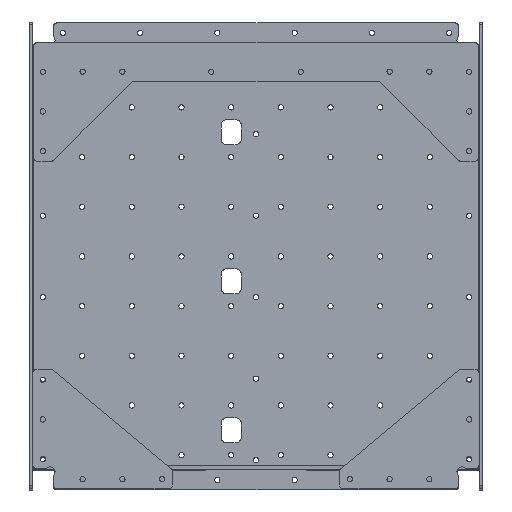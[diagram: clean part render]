
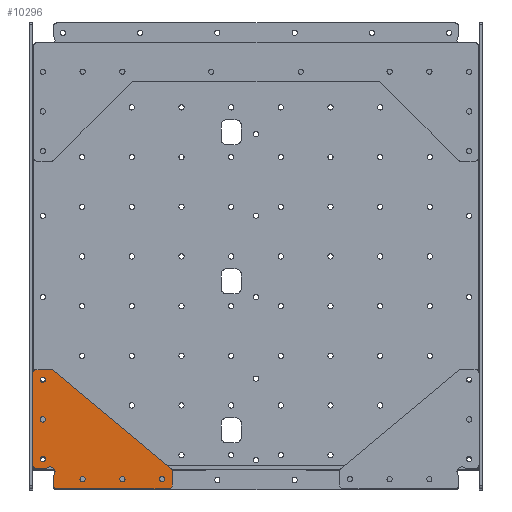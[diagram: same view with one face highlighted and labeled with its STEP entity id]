
A CAD part, top view. The second image highlights one B-rep face of the part: STEP entity #10296.
In plain terms, the highlighted planar face has unit normal (0, 0, 1).
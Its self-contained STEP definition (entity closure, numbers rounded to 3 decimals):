
#489=FACE_BOUND('',#2048,.T.);
#490=FACE_BOUND('',#2049,.T.);
#491=FACE_BOUND('',#2050,.T.);
#492=FACE_BOUND('',#2051,.T.);
#493=FACE_BOUND('',#2052,.T.);
#494=FACE_BOUND('',#2053,.T.);
#645=PLANE('',#11538);
#1133=FACE_OUTER_BOUND('',#2047,.T.);
#2047=EDGE_LOOP('',(#9450,#9451,#9452,#9453,#9454,#9455,#9456,#9457,#9458,
#9459,#9460,#9461,#9462,#9463,#9464,#9465));
#2048=EDGE_LOOP('',(#9466));
#2049=EDGE_LOOP('',(#9467));
#2050=EDGE_LOOP('',(#9468));
#2051=EDGE_LOOP('',(#9469));
#2052=EDGE_LOOP('',(#9470));
#2053=EDGE_LOOP('',(#9471));
#2776=LINE('',#17407,#3530);
#2785=LINE('',#17455,#3539);
#2788=LINE('',#17464,#3542);
#2793=LINE('',#17478,#3547);
#2798=LINE('',#17491,#3552);
#2806=LINE('',#17523,#3560);
#2807=LINE('',#17525,#3561);
#3530=VECTOR('',#14506,10.);
#3539=VECTOR('',#14551,10.);
#3542=VECTOR('',#14560,10.);
#3547=VECTOR('',#14575,10.);
#3552=VECTOR('',#14590,10.);
#3560=VECTOR('',#14632,10.);
#3561=VECTOR('',#14635,10.);
#4206=CIRCLE('',#11486,3.);
#4222=CIRCLE('',#11505,3.);
#4223=CIRCLE('',#11508,3.);
#4224=CIRCLE('',#11511,3.);
#4225=CIRCLE('',#11513,3.);
#4226=CIRCLE('',#11516,3.);
#4227=CIRCLE('',#11518,3.);
#4228=CIRCLE('',#11521,3.);
#4229=CIRCLE('',#11523,2.65);
#4230=CIRCLE('',#11525,2.65);
#4231=CIRCLE('',#11527,2.65);
#4232=CIRCLE('',#11529,2.65);
#4233=CIRCLE('',#11531,2.65);
#4234=CIRCLE('',#11533,2.65);
#4235=CIRCLE('',#11535,5.);
#5144=VERTEX_POINT('',#17394);
#5145=VERTEX_POINT('',#17395);
#5149=VERTEX_POINT('',#17405);
#5169=VERTEX_POINT('',#17449);
#5170=VERTEX_POINT('',#17453);
#5171=VERTEX_POINT('',#17457);
#5172=VERTEX_POINT('',#17458);
#5173=VERTEX_POINT('',#17463);
#5174=VERTEX_POINT('',#17467);
#5175=VERTEX_POINT('',#17471);
#5176=VERTEX_POINT('',#17472);
#5177=VERTEX_POINT('',#17477);
#5178=VERTEX_POINT('',#17481);
#5179=VERTEX_POINT('',#17485);
#5180=VERTEX_POINT('',#17489);
#5181=VERTEX_POINT('',#17493);
#5182=VERTEX_POINT('',#17497);
#5183=VERTEX_POINT('',#17501);
#5184=VERTEX_POINT('',#17505);
#5185=VERTEX_POINT('',#17509);
#5186=VERTEX_POINT('',#17513);
#5187=VERTEX_POINT('',#17517);
#6550=EDGE_CURVE('',#5144,#5145,#4206,.T.);
#6556=EDGE_CURVE('',#5144,#5149,#2776,.T.);
#6577=EDGE_CURVE('',#5169,#5149,#4222,.T.);
#6580=EDGE_CURVE('',#5169,#5170,#2785,.T.);
#6581=EDGE_CURVE('',#5171,#5172,#4223,.T.);
#6584=EDGE_CURVE('',#5173,#5172,#2788,.T.);
#6586=EDGE_CURVE('',#5173,#5174,#4224,.T.);
#6588=EDGE_CURVE('',#5175,#5176,#4225,.T.);
#6591=EDGE_CURVE('',#5177,#5176,#2793,.T.);
#6593=EDGE_CURVE('',#5177,#5178,#4226,.T.);
#6595=EDGE_CURVE('',#5179,#5170,#4227,.T.);
#6598=EDGE_CURVE('',#5179,#5180,#2798,.T.);
#6599=EDGE_CURVE('',#5181,#5180,#4228,.T.);
#6601=EDGE_CURVE('',#5182,#5182,#4229,.T.);
#6603=EDGE_CURVE('',#5183,#5183,#4230,.T.);
#6605=EDGE_CURVE('',#5184,#5184,#4231,.T.);
#6607=EDGE_CURVE('',#5185,#5185,#4232,.T.);
#6609=EDGE_CURVE('',#5186,#5186,#4233,.T.);
#6611=EDGE_CURVE('',#5187,#5187,#4234,.T.);
#6613=EDGE_CURVE('',#5175,#5174,#4235,.T.);
#6614=EDGE_CURVE('',#5181,#5178,#2806,.T.);
#6615=EDGE_CURVE('',#5171,#5145,#2807,.T.);
#9450=ORIENTED_EDGE('',*,*,#6550,.F.);
#9451=ORIENTED_EDGE('',*,*,#6556,.T.);
#9452=ORIENTED_EDGE('',*,*,#6577,.F.);
#9453=ORIENTED_EDGE('',*,*,#6580,.T.);
#9454=ORIENTED_EDGE('',*,*,#6595,.F.);
#9455=ORIENTED_EDGE('',*,*,#6598,.T.);
#9456=ORIENTED_EDGE('',*,*,#6599,.F.);
#9457=ORIENTED_EDGE('',*,*,#6614,.T.);
#9458=ORIENTED_EDGE('',*,*,#6593,.F.);
#9459=ORIENTED_EDGE('',*,*,#6591,.T.);
#9460=ORIENTED_EDGE('',*,*,#6588,.F.);
#9461=ORIENTED_EDGE('',*,*,#6613,.T.);
#9462=ORIENTED_EDGE('',*,*,#6586,.F.);
#9463=ORIENTED_EDGE('',*,*,#6584,.T.);
#9464=ORIENTED_EDGE('',*,*,#6581,.F.);
#9465=ORIENTED_EDGE('',*,*,#6615,.T.);
#9466=ORIENTED_EDGE('',*,*,#6611,.T.);
#9467=ORIENTED_EDGE('',*,*,#6609,.T.);
#9468=ORIENTED_EDGE('',*,*,#6607,.T.);
#9469=ORIENTED_EDGE('',*,*,#6605,.T.);
#9470=ORIENTED_EDGE('',*,*,#6603,.T.);
#9471=ORIENTED_EDGE('',*,*,#6601,.T.);
#10296=ADVANCED_FACE('',(#1133,#489,#490,#491,#492,#493,#494),#645,.T.);
#11486=AXIS2_PLACEMENT_3D('',#17396,#14496,#14497);
#11505=AXIS2_PLACEMENT_3D('',#17450,#14545,#14546);
#11508=AXIS2_PLACEMENT_3D('',#17459,#14554,#14555);
#11511=AXIS2_PLACEMENT_3D('',#17468,#14564,#14565);
#11513=AXIS2_PLACEMENT_3D('',#17473,#14569,#14570);
#11516=AXIS2_PLACEMENT_3D('',#17482,#14579,#14580);
#11518=AXIS2_PLACEMENT_3D('',#17486,#14584,#14585);
#11521=AXIS2_PLACEMENT_3D('',#17494,#14593,#14594);
#11523=AXIS2_PLACEMENT_3D('',#17498,#14598,#14599);
#11525=AXIS2_PLACEMENT_3D('',#17502,#14603,#14604);
#11527=AXIS2_PLACEMENT_3D('',#17506,#14608,#14609);
#11529=AXIS2_PLACEMENT_3D('',#17510,#14613,#14614);
#11531=AXIS2_PLACEMENT_3D('',#17514,#14618,#14619);
#11533=AXIS2_PLACEMENT_3D('',#17518,#14623,#14624);
#11535=AXIS2_PLACEMENT_3D('',#17521,#14628,#14629);
#11538=AXIS2_PLACEMENT_3D('',#17526,#14636,#14637);
#14496=DIRECTION('center_axis',(0.,0.,
-1.));
#14497=DIRECTION('ref_axis',(0.707,-0.707,0.));
#14506=DIRECTION('',(0.,1.,0.));
#14545=DIRECTION('center_axis',(0.,0.,
-1.));
#14546=DIRECTION('ref_axis',(0.906,0.424,0.));
#14551=DIRECTION('',(-0.768,0.64,0.));
#14554=DIRECTION('center_axis',(0.,0.,
-1.));
#14555=DIRECTION('ref_axis',(-0.707,-0.707,0.));
#14560=DIRECTION('',(0.,-1.,0.));
#14564=DIRECTION('center_axis',(0.,0.,
-1.));
#14565=DIRECTION('ref_axis',(-0.953,0.303,0.));
#14569=DIRECTION('center_axis',(0.,0.,
-1.));
#14570=DIRECTION('ref_axis',(0.303,-0.953,0.));
#14575=DIRECTION('',(1.,0.,0.));
#14579=DIRECTION('center_axis',(0.,0.,
-1.));
#14580=DIRECTION('ref_axis',(-0.707,-0.707,0.));
#14584=DIRECTION('center_axis',(0.,0.,
-1.));
#14585=DIRECTION('ref_axis',(0.34,0.94,0.));
#14590=DIRECTION('',(-1.,0.,0.));
#14593=DIRECTION('center_axis',(0.,0.,
-1.));
#14594=DIRECTION('ref_axis',(-0.707,0.707,0.));
#14598=DIRECTION('center_axis',(0.,0.,
-1.));
#14599=DIRECTION('ref_axis',(1.,0.,0.));
#14603=DIRECTION('center_axis',(0.,0.,
-1.));
#14604=DIRECTION('ref_axis',(1.,0.,0.));
#14608=DIRECTION('center_axis',(0.,0.,
-1.));
#14609=DIRECTION('ref_axis',(1.,0.,0.));
#14613=DIRECTION('center_axis',(0.,0.,
-1.));
#14614=DIRECTION('ref_axis',(1.,0.,0.));
#14618=DIRECTION('center_axis',(0.,0.,
-1.));
#14619=DIRECTION('ref_axis',(1.,0.,0.));
#14623=DIRECTION('center_axis',(0.,0.,
-1.));
#14624=DIRECTION('ref_axis',(1.,0.,0.));
#14628=DIRECTION('center_axis',(0.,0.,
-1.));
#14629=DIRECTION('ref_axis',(1.,0.,0.));
#14632=DIRECTION('',(0.,-1.,0.));
#14635=DIRECTION('',(1.,0.,0.));
#14636=DIRECTION('center_axis',(0.,0.,
1.));
#14637=DIRECTION('ref_axis',(1.,0.,0.));
#17394=CARTESIAN_POINT('',(140.,3.,582.175));
#17395=CARTESIAN_POINT('',(137.,0.,582.175));
#17396=CARTESIAN_POINT('Origin',(137.,3.,582.175));
#17405=CARTESIAN_POINT('',(140.,18.595,582.175));
#17407=CARTESIAN_POINT('',(140.,30.,582.175));
#17449=CARTESIAN_POINT('',(138.921,20.9,582.175));
#17450=CARTESIAN_POINT('Origin',(137.,18.595,582.175));
#17453=CARTESIAN_POINT('',(20.834,119.305,582.175));
#17455=CARTESIAN_POINT('',(109.508,45.41,582.175));
#17457=CARTESIAN_POINT('',(23.75,0.,582.175));
#17458=CARTESIAN_POINT('',(20.75,3.,582.175));
#17459=CARTESIAN_POINT('Origin',(23.75,3.,582.175));
#17463=CARTESIAN_POINT('',(20.75,12.601,582.175));
#17464=CARTESIAN_POINT('',(20.75,36.839,582.175));
#17467=CARTESIAN_POINT('',(21.299,14.331,582.175));
#17468=CARTESIAN_POINT('Origin',(23.75,12.601,582.175));
#17471=CARTESIAN_POINT('',(14.331,21.299,582.175));
#17472=CARTESIAN_POINT('',(12.601,20.75,582.175));
#17473=CARTESIAN_POINT('Origin',(12.601,23.75,582.175));
#17477=CARTESIAN_POINT('',(3.,20.75,582.175));
#17478=CARTESIAN_POINT('',(35.,20.75,582.175));
#17481=CARTESIAN_POINT('',(0.,23.75,582.175));
#17482=CARTESIAN_POINT('Origin',(3.,23.75,582.175));
#17485=CARTESIAN_POINT('',(18.914,120.,582.175));
#17486=CARTESIAN_POINT('Origin',(18.914,117.,582.175));
#17489=CARTESIAN_POINT('',(3.,120.,582.175));
#17491=CARTESIAN_POINT('',(45.,120.,582.175));
#17493=CARTESIAN_POINT('',(0.,117.,582.175));
#17494=CARTESIAN_POINT('Origin',(3.,117.,582.175));
#17497=CARTESIAN_POINT('',(87.35,10.,582.175));
#17498=CARTESIAN_POINT('Origin',(90.,10.,582.175));
#17501=CARTESIAN_POINT('',(47.35,10.,582.175));
#17502=CARTESIAN_POINT('Origin',(50.,10.,582.175));
#17505=CARTESIAN_POINT('',(7.35,110.,582.175));
#17506=CARTESIAN_POINT('Origin',(10.,110.,582.175));
#17509=CARTESIAN_POINT('',(127.35,10.,582.175));
#17510=CARTESIAN_POINT('Origin',(130.,10.,582.175));
#17513=CARTESIAN_POINT('',(7.35,70.,582.175));
#17514=CARTESIAN_POINT('Origin',(10.,70.,582.175));
#17517=CARTESIAN_POINT('',(7.35,30.,582.175));
#17518=CARTESIAN_POINT('Origin',(10.,30.,582.175));
#17521=CARTESIAN_POINT('Origin',(17.214,17.214,582.175));
#17523=CARTESIAN_POINT('',(0.,90.,582.175));
#17525=CARTESIAN_POINT('',(45.375,0.,582.175));
#17526=CARTESIAN_POINT('Origin',(70.,60.,582.175));
